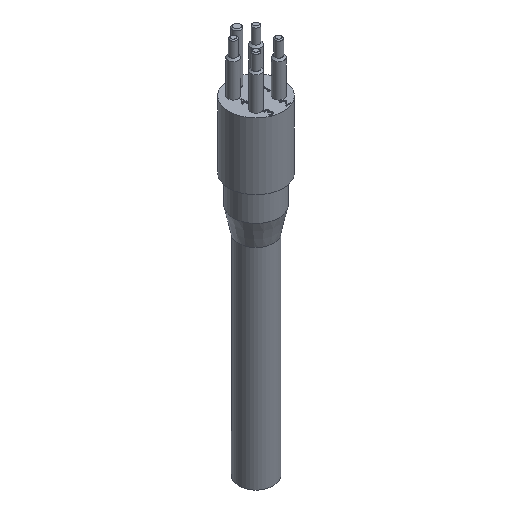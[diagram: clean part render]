
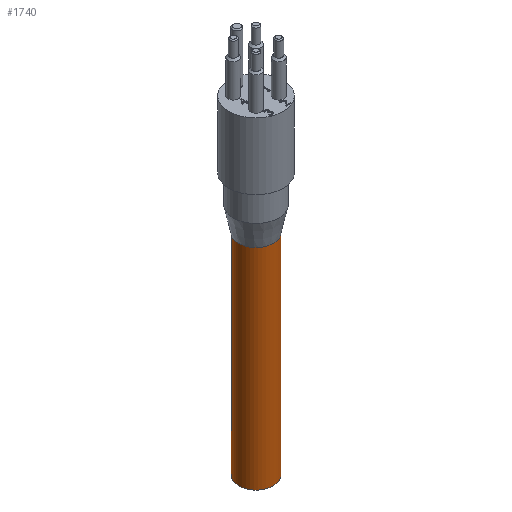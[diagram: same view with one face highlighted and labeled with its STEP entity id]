
A CAD part, isometric view. The second image highlights one B-rep face of the part: STEP entity #1740.
In plain terms, the highlighted cylindrical face has radius 5 mm (diameter 10 mm), a full revolution.
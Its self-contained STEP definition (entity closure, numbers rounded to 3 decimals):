
#22=CYLINDRICAL_SURFACE($,#1822,5.);
#40=CIRCLE($,#1823,5.);
#41=CIRCLE($,#1824,5.);
#166=FACE_BOUND($,#378,.T.);
#264=FACE_OUTER_BOUND($,#377,.T.);
#377=EDGE_LOOP($,(#1540));
#378=EDGE_LOOP($,(#1541));
#864=VERTEX_POINT($,#3155);
#865=VERTEX_POINT($,#3157);
#1100=EDGE_CURVE($,#864,#864,#40,.T.);
#1101=EDGE_CURVE($,#865,#865,#41,.T.);
#1540=ORIENTED_EDGE($,*,*,#1100,.T.);
#1541=ORIENTED_EDGE($,*,*,#1101,.F.);
#1740=ADVANCED_FACE($,(#264,#166),#22,.T.);
#1822=AXIS2_PLACEMENT_3D($,#3154,#2120,#2121);
#1823=AXIS2_PLACEMENT_3D($,#3156,#2122,#2123);
#1824=AXIS2_PLACEMENT_3D($,#3158,#2124,#2125);
#2120=DIRECTION('center_axis',(0.,0.,-1.));
#2121=DIRECTION('ref_axis',(1.,0.,0.));
#2122=DIRECTION('center_axis',(0.,0.,1.));
#2123=DIRECTION('ref_axis',(1.,0.,0.));
#2124=DIRECTION('center_axis',(0.,0.,1.));
#2125=DIRECTION('ref_axis',(1.,0.,0.));
#3154=CARTESIAN_POINT('Origin',(0.,0.,-15.));
#3155=CARTESIAN_POINT('',(-5.,0.,-75.));
#3156=CARTESIAN_POINT('Origin',(0.,0.,-75.));
#3157=CARTESIAN_POINT('',(5.,0.,-15.));
#3158=CARTESIAN_POINT('Origin',(0.,0.,-15.));
